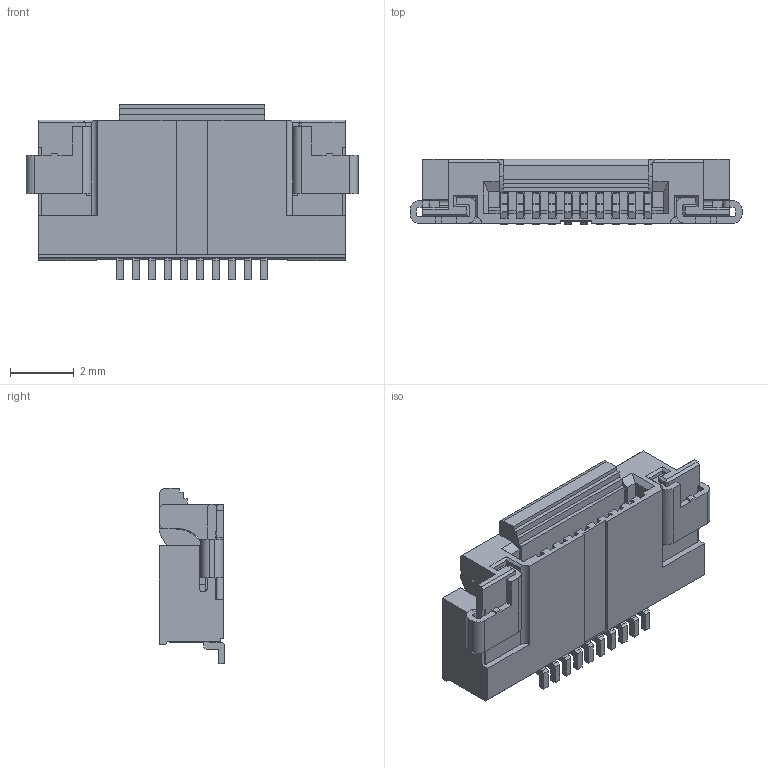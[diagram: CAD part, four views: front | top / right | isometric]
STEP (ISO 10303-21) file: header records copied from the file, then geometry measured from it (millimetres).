
FILE_DESCRIPTION((''),'2;1');
FILE_NAME('528921095','2013-08-21T',('me'),(''),'PRO/ENGINEER BY PARAMETRIC TECHNOLOGY CORPORATION, 2011490','PRO/ENGINEER BY PARAMETRIC TECHNOLOGY CORPORATION, 2011490','');
FILE_SCHEMA(('CONFIG_CONTROL_DESIGN'));
Length unit declared in the file: millimetre
Products named in the file (1): 528921095
Bounding box: 10.4 x 2.04 x 5.5 mm (x, y, z)
Volume: 60.8 mm3; surface area: 355 mm2
Topology: 1 solids, 1 shells, 632 faces, 2007 edges, 1299 vertices
Faces by surface type: plane 543, cylinder 89
Entity records: 21981 total; most frequent: ORIENTED_EDGE 4014, CARTESIAN_POINT 3983, DIRECTION 3444, EDGE_CURVE 2007, VECTOR 1806, LINE 1806, VERTEX_POINT 1299, AXIS2_PLACEMENT_3D 819
